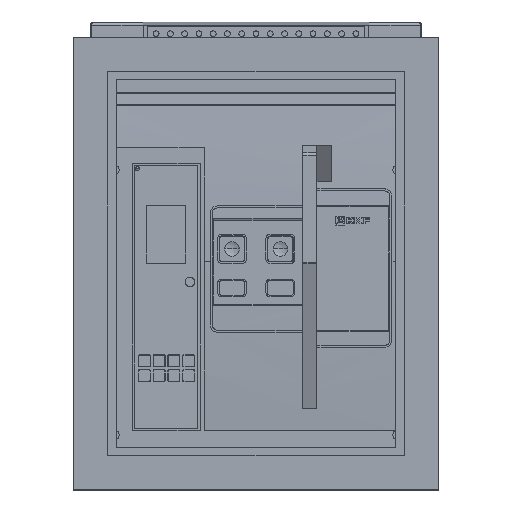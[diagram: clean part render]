
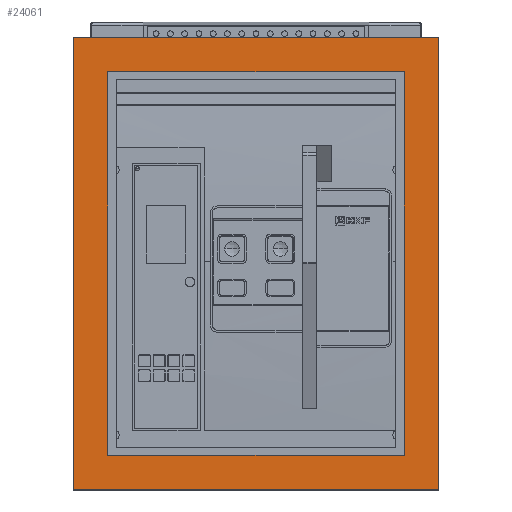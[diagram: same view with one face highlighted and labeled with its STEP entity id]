
A CAD part, top view. The second image highlights one B-rep face of the part: STEP entity #24061.
In plain terms, the highlighted planar face has unit normal (0, 0, 1).
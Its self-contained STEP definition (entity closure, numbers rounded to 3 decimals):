
#1527 = VECTOR ( 'NONE', #35435, 1000. ) ;
#3352 = VECTOR ( 'NONE', #6622, 1000. ) ;
#3476 = VECTOR ( 'NONE', #7712, 1000. ) ;
#4619 = CARTESIAN_POINT ( 'NONE',  ( -110., -5.2, 31.1 ) ) ;
#5578 = EDGE_CURVE ( 'NONE', #8340, #15307, #37896, .T. ) ;
#5841 = CARTESIAN_POINT ( 'NONE',  ( 110., 279.8, 31.1 ) ) ;
#6438 = DIRECTION ( 'NONE',  ( -1., 0., 0. ) ) ;
#6622 = DIRECTION ( 'NONE',  ( -1., 0., 0. ) ) ;
#7038 = VECTOR ( 'NONE', #68802, 1000. ) ;
#7398 = FACE_OUTER_BOUND ( 'NONE', #38334, .T. ) ;
#7712 = DIRECTION ( 'NONE',  ( 0., -1., 0. ) ) ;
#7981 = CARTESIAN_POINT ( 'NONE',  ( 135.7, -30.9, 31.1 ) ) ;
#8289 = VERTEX_POINT ( 'NONE', #4619 ) ;
#8340 = VERTEX_POINT ( 'NONE', #11072 ) ;
#8921 = EDGE_CURVE ( 'NONE', #58537, #57991, #40778, .T. ) ;
#10993 = LINE ( 'NONE', #39373, #3352 ) ;
#11072 = CARTESIAN_POINT ( 'NONE',  ( 110., -5.2, 31.1 ) ) ;
#11293 = AXIS2_PLACEMENT_3D ( 'NONE', #12404, #23225, #67010 ) ;
#11796 = ORIENTED_EDGE ( 'NONE', *, *, #52720, .T. ) ;
#12404 = CARTESIAN_POINT ( 'NONE',  ( 0., 0., 31.1 ) ) ;
#12996 = ORIENTED_EDGE ( 'NONE', *, *, #57352, .F. ) ;
#15307 = VERTEX_POINT ( 'NONE', #5841 ) ;
#19941 = CARTESIAN_POINT ( 'NONE',  ( -135.7, -30.9, 31.1 ) ) ;
#20981 = VECTOR ( 'NONE', #6438, 1000. ) ;
#23225 = DIRECTION ( 'NONE',  ( 0., 0., 1. ) ) ;
#23898 = PLANE ( 'NONE',  #11293 ) ;
#24061 = ADVANCED_FACE ( 'NONE', ( #7398, #67695 ), #23898, .T. ) ;
#26044 = CARTESIAN_POINT ( 'NONE',  ( 110., -5.2, 31.1 ) ) ;
#27787 = EDGE_CURVE ( 'NONE', #51511, #58537, #55976, .T. ) ;
#31389 = CARTESIAN_POINT ( 'NONE',  ( -135.7, -30.9, 31.1 ) ) ;
#31792 = VERTEX_POINT ( 'NONE', #7981 ) ;
#32465 = VECTOR ( 'NONE', #49072, 1000. ) ;
#32906 = LINE ( 'NONE', #64877, #32465 ) ;
#34018 = ORIENTED_EDGE ( 'NONE', *, *, #69588, .F. ) ;
#35435 = DIRECTION ( 'NONE',  ( 1., 0., 0. ) ) ;
#37896 = LINE ( 'NONE', #26044, #60994 ) ;
#38334 = EDGE_LOOP ( 'NONE', ( #11796, #55433, #58124, #67587 ) ) ;
#39373 = CARTESIAN_POINT ( 'NONE',  ( -110., 279.8, 31.1 ) ) ;
#39926 = EDGE_CURVE ( 'NONE', #49453, #8289, #32906, .T. ) ;
#40778 = LINE ( 'NONE', #19941, #3476 ) ;
#41960 = ORIENTED_EDGE ( 'NONE', *, *, #5578, .F. ) ;
#42218 = LINE ( 'NONE', #68804, #1527 ) ;
#44503 = CARTESIAN_POINT ( 'NONE',  ( 135.7, 305.5, 31.1 ) ) ;
#47879 = DIRECTION ( 'NONE',  ( 1., 0., 0. ) ) ;
#49072 = DIRECTION ( 'NONE',  ( 0., -1., 0. ) ) ;
#49453 = VERTEX_POINT ( 'NONE', #58442 ) ;
#49873 = CARTESIAN_POINT ( 'NONE',  ( -135.7, 305.5, 31.1 ) ) ;
#51511 = VERTEX_POINT ( 'NONE', #44503 ) ;
#52316 = CARTESIAN_POINT ( 'NONE',  ( 135.7, -30.9, 31.1 ) ) ;
#52720 = EDGE_CURVE ( 'NONE', #57991, #31792, #59029, .T. ) ;
#52887 = EDGE_LOOP ( 'NONE', ( #34018, #41960, #12996, #65719 ) ) ;
#53376 = LINE ( 'NONE', #52316, #7038 ) ;
#55433 = ORIENTED_EDGE ( 'NONE', *, *, #64134, .T. ) ;
#55741 = CARTESIAN_POINT ( 'NONE',  ( -135.7, -30.9, 31.1 ) ) ;
#55976 = LINE ( 'NONE', #61050, #20981 ) ;
#57352 = EDGE_CURVE ( 'NONE', #8289, #8340, #42218, .T. ) ;
#57991 = VERTEX_POINT ( 'NONE', #55741 ) ;
#58124 = ORIENTED_EDGE ( 'NONE', *, *, #27787, .T. ) ;
#58442 = CARTESIAN_POINT ( 'NONE',  ( -110., 279.8, 31.1 ) ) ;
#58537 = VERTEX_POINT ( 'NONE', #49873 ) ;
#59029 = LINE ( 'NONE', #31389, #63121 ) ;
#59790 = DIRECTION ( 'NONE',  ( 0., 1., 0. ) ) ;
#60994 = VECTOR ( 'NONE', #59790, 1000. ) ;
#61050 = CARTESIAN_POINT ( 'NONE',  ( -135.7, 305.5, 31.1 ) ) ;
#63121 = VECTOR ( 'NONE', #47879, 1000. ) ;
#64134 = EDGE_CURVE ( 'NONE', #31792, #51511, #53376, .T. ) ;
#64877 = CARTESIAN_POINT ( 'NONE',  ( -110., -5.2, 31.1 ) ) ;
#65719 = ORIENTED_EDGE ( 'NONE', *, *, #39926, .F. ) ;
#67010 = DIRECTION ( 'NONE',  ( 1., 0., 0. ) ) ;
#67587 = ORIENTED_EDGE ( 'NONE', *, *, #8921, .T. ) ;
#67695 = FACE_BOUND ( 'NONE', #52887, .T. ) ;
#68802 = DIRECTION ( 'NONE',  ( 0., 1., 0. ) ) ;
#68804 = CARTESIAN_POINT ( 'NONE',  ( -110., -5.2, 31.1 ) ) ;
#69588 = EDGE_CURVE ( 'NONE', #15307, #49453, #10993, .T. ) ;
